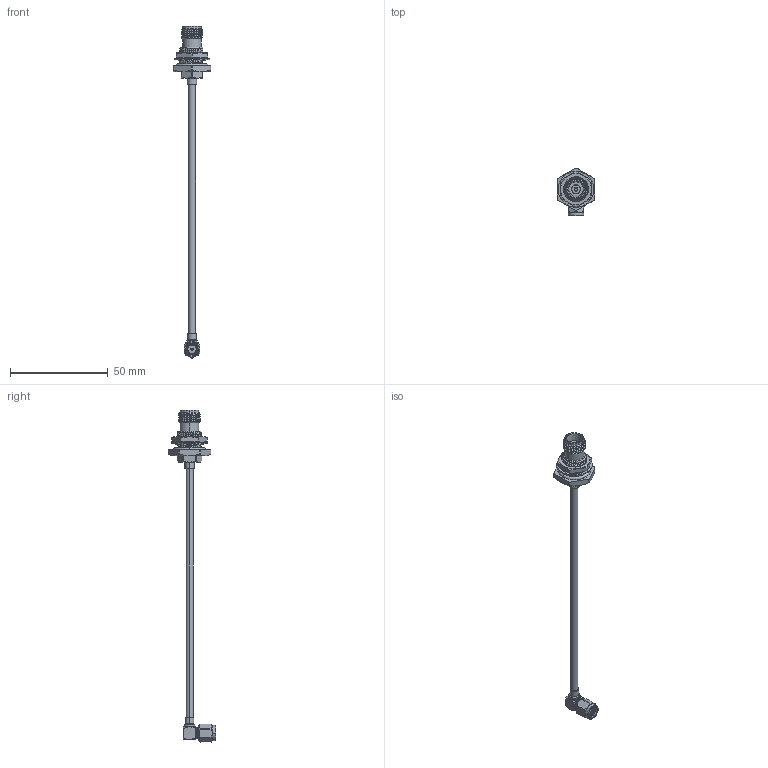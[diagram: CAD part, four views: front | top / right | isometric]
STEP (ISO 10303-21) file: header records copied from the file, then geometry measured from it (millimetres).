
FILE_DESCRIPTION (( 'STEP AP214' ), '1' );
FILE_NAME ('PE3W10767.step', '2021-04-29T22:09:14', ( '' ), ( '' ), 'SwSTEP 2.0', 'SolidWorks 2020', '' );
FILE_SCHEMA (( 'AUTOMOTIVE_DESIGN' ));
Length unit declared in the file: inch
Products named in the file (4): RG402U^PE3W10767_RG402; PE4148^PE3W10767; PE3W10767; PE4083^PE3W10767
Assembly tree (3 placements, depth 2):
  PE3W10767
    RG402U^PE3W10767_RG402
    PE4148^PE3W10767
    PE4083^PE3W10767
Bounding box: 19.05 x 24.11 x 169.5 mm (x, y, z)
Volume: 5179.2 mm3; surface area: 5789.2 mm2
Topology: 6 solids, 6 shells, 552 faces, 1708 edges, 1089 vertices
Faces by surface type: plane 199, cylinder 131, cone 130, bspline 84, torus 8
Entity records: 37655 total; most frequent: CARTESIAN_POINT 22881, ORIENTED_EDGE 3416, DIRECTION 2355, EDGE_CURVE 1708, VERTEX_POINT 1089, AXIS2_PLACEMENT_3D 856, LINE 643, VECTOR 643
